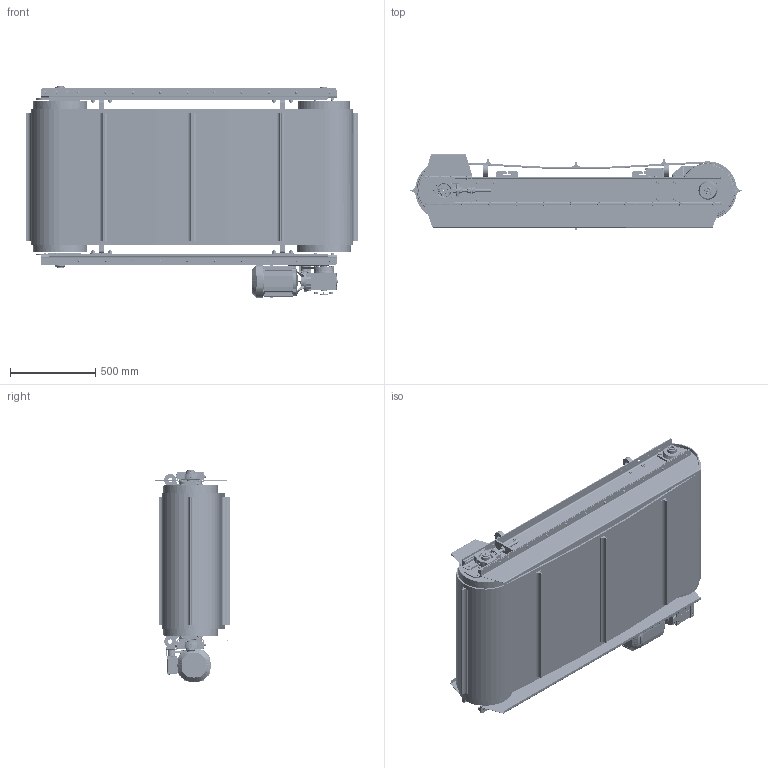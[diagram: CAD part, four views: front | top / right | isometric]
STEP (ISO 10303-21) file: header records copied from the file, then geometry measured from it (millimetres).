
FILE_DESCRIPTION(/* description */ (''),/* implementation_level */ '2;1');
FILE_NAME(/* name */ 'ROFI080330.stp',/* time_stamp */ '2023-05-07T11:38:31+02:00',/* author */ ('LF'),/* organization */ (''),/* preprocessor_version */ 'ST-DEVELOPER v18.1',/* originating_system */ 'Autodesk Inventor 2021',/* authorisation */ '');
FILE_SCHEMA (('AUTOMOTIVE_DESIGN { 1 0 10303 214 3 1 1 }'));
Length unit declared in the file: millimetre
Products named in the file (1): ROFI080330_Obal_1
Bounding box: 1952 x 447 x 1249.5 mm (x, y, z)
Volume: 116898188 mm3; surface area: 22219849.1 mm2
Topology: 302 solids, 388 shells, 6088 faces, 14365 edges, 9269 vertices
Faces by surface type: plane 3092, cylinder 1608, cone 986, bspline 209, torus 149, sphere 44
Full cylindrical faces by diameter (mm): 2 x4, 3 x4, 4.917 x2, 5 x8, 6 x4, 6.6 x4, 6.647 x46, 7.323 x40, 8 x80, 8.376 x3, 8.4 x62, 8.5 x2, 8.92 x2, 9 x48, 9.188 x4, 9.7 x4, 9.8 x2, 10 x26, 10.106 x23, 10.2 x2, 10.4 x1, 10.5 x7, 11 x1, 11.053 x22, 11.4 x40, 12 x27, 13 x65, 13.835 x19, 14 x29, 14.4 x8
Entity records: 204910 total; most frequent: CARTESIAN_POINT 58680, DIRECTION 29232, ORIENTED_EDGE 28326, EDGE_CURVE 14344, AXIS2_PLACEMENT_3D 11015, VERTEX_POINT 9273, EDGE_LOOP 7319, LINE 7202
